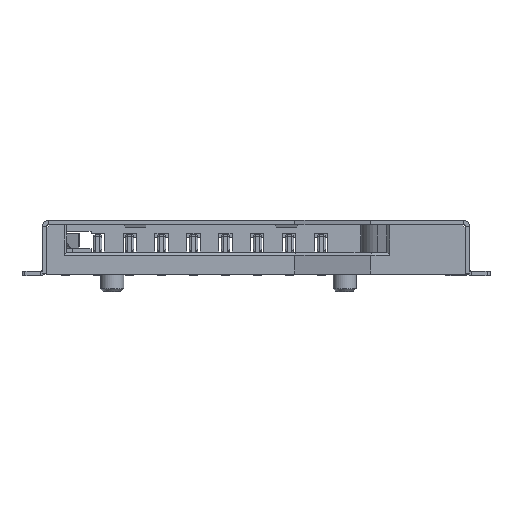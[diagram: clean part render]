
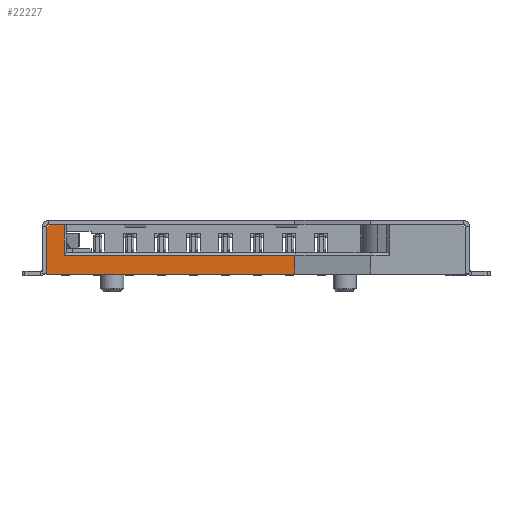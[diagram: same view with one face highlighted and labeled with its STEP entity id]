
A CAD part, front view. The second image highlights one B-rep face of the part: STEP entity #22227.
In plain terms, the highlighted planar face has unit normal (0, -1, 0).
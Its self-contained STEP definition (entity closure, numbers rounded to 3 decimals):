
#865=PLANE('',#24150);
#2117=FACE_OUTER_BOUND('',#3421,.T.);
#3421=EDGE_LOOP('',(#19513,#19514,#19515,#19516,#19517,#19518,#19519));
#5431=LINE('',#39293,#7969);
#5474=LINE('',#39379,#8012);
#5513=LINE('',#39454,#8051);
#5678=LINE('',#39754,#8216);
#5679=LINE('',#39756,#8217);
#5680=LINE('',#39757,#8218);
#5681=LINE('',#39758,#8219);
#7969=VECTOR('',#29245,1000.);
#8012=VECTOR('',#29292,1000.);
#8051=VECTOR('',#29341,1000.);
#8216=VECTOR('',#29620,1000.);
#8217=VECTOR('',#29621,1000.);
#8218=VECTOR('',#29622,1000.);
#8219=VECTOR('',#29623,1000.);
#10892=VERTEX_POINT('',#39290);
#10893=VERTEX_POINT('',#39292);
#10934=VERTEX_POINT('',#39378);
#10965=VERTEX_POINT('',#39452);
#11042=VERTEX_POINT('',#39752);
#11043=VERTEX_POINT('',#39753);
#11044=VERTEX_POINT('',#39755);
#13726=EDGE_CURVE('',#10893,#10892,#5431,.T.);
#13769=EDGE_CURVE('',#10934,#10893,#5474,.T.);
#13808=EDGE_CURVE('',#10892,#10965,#5513,.T.);
#13973=EDGE_CURVE('',#11042,#11043,#5678,.T.);
#13974=EDGE_CURVE('',#11043,#11044,#5679,.T.);
#13975=EDGE_CURVE('',#10934,#11044,#5680,.T.);
#13976=EDGE_CURVE('',#11042,#10965,#5681,.T.);
#19513=ORIENTED_EDGE('',*,*,#13973,.T.);
#19514=ORIENTED_EDGE('',*,*,#13974,.T.);
#19515=ORIENTED_EDGE('',*,*,#13975,.F.);
#19516=ORIENTED_EDGE('',*,*,#13769,.T.);
#19517=ORIENTED_EDGE('',*,*,#13726,.T.);
#19518=ORIENTED_EDGE('',*,*,#13808,.T.);
#19519=ORIENTED_EDGE('',*,*,#13976,.F.);
#22227=ADVANCED_FACE('',(#2117),#865,.F.);
#24150=AXIS2_PLACEMENT_3D('',#39751,#29618,#29619);
#29245=DIRECTION('',(0.,0.,-1.));
#29292=DIRECTION('',(-0.707,0.,-0.707));
#29341=DIRECTION('',(1.,0.,0.));
#29618=DIRECTION('center_axis',(0.,1.,0.));
#29619=DIRECTION('ref_axis',(-1.,0.,0.));
#29620=DIRECTION('',(-1.,0.,0.));
#29621=DIRECTION('',(0.,0.,1.));
#29622=DIRECTION('',(1.,0.,0.));
#29623=DIRECTION('',(0.,0.,-1.));
#39290=CARTESIAN_POINT('',(-7.2,-8.075,0.055));
#39292=CARTESIAN_POINT('',(-7.2,-8.075,1.655));
#39293=CARTESIAN_POINT('',(-7.2,-8.075,0.805));
#39378=CARTESIAN_POINT('',(-7.1,-8.075,1.755));
#39379=CARTESIAN_POINT('',(-7.1,-8.075,1.755));
#39452=CARTESIAN_POINT('',(1.338,-8.075,0.055));
#39454=CARTESIAN_POINT('',(0.,-8.075,0.055));
#39751=CARTESIAN_POINT('Origin',(0.,-8.075,0.805));
#39752=CARTESIAN_POINT('',(1.338,-8.075,0.705));
#39753=CARTESIAN_POINT('',(-6.605,-8.075,0.705));
#39754=CARTESIAN_POINT('',(-6.505,-8.075,0.705));
#39755=CARTESIAN_POINT('',(-6.605,-8.075,1.755));
#39756=CARTESIAN_POINT('',(-6.605,-8.075,0.805));
#39757=CARTESIAN_POINT('',(0.,-8.075,1.755));
#39758=CARTESIAN_POINT('',(1.338,-8.075,0.805));
